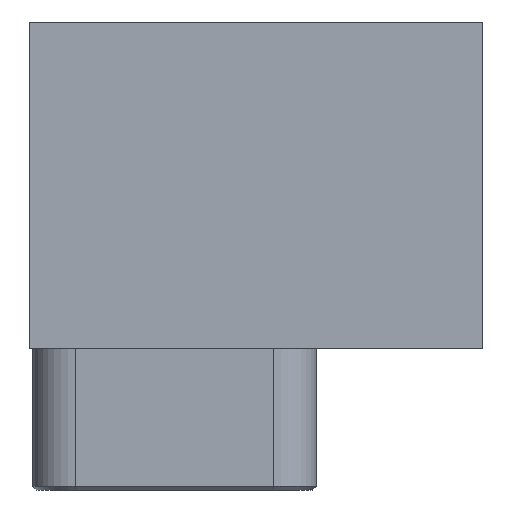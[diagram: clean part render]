
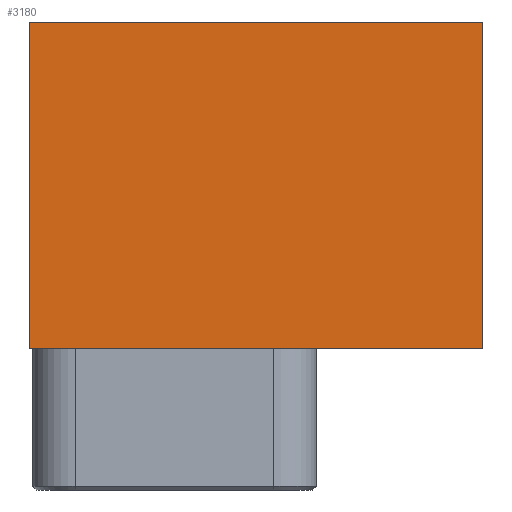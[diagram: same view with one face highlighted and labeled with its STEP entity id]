
A CAD part, left-side view. The second image highlights one B-rep face of the part: STEP entity #3180.
In plain terms, the highlighted planar face has unit normal (-1, 0, 0).
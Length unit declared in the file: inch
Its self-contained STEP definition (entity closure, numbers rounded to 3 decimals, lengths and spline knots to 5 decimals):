
#135=DIRECTION('',(0.,-1.,0.));
#136=VECTOR('',#135,4.);
#137=CARTESIAN_POINT('',(0.,0.,4.125));
#138=LINE('',#137,#136);
#231=DIRECTION('',(0.,-1.,0.));
#232=VECTOR('',#231,4.);
#233=CARTESIAN_POINT('',(0.,0.,1.25));
#234=LINE('',#233,#232);
#235=DIRECTION('',(0.,0.,1.));
#236=VECTOR('',#235,2.875);
#237=CARTESIAN_POINT('',(0.,0.,1.25));
#238=LINE('',#237,#236);
#435=DIRECTION('',(0.,0.,1.));
#436=VECTOR('',#435,2.875);
#437=CARTESIAN_POINT('',(0.,-4.,1.25));
#438=LINE('',#437,#436);
#2544=CARTESIAN_POINT('',(0.,0.,4.125));
#2545=CARTESIAN_POINT('',(0.,-4.,4.125));
#2546=VERTEX_POINT('',#2544);
#2547=VERTEX_POINT('',#2545);
#2920=CARTESIAN_POINT('',(0.,0.,1.25));
#2921=CARTESIAN_POINT('',(0.,-4.,1.25));
#2922=VERTEX_POINT('',#2920);
#2923=VERTEX_POINT('',#2921);
#3166=CARTESIAN_POINT('',(0.,0.,0.));
#3167=DIRECTION('',(-1.,0.,0.));
#3168=DIRECTION('',(0.,-1.,0.));
#3169=AXIS2_PLACEMENT_3D('',#3166,#3167,#3168);
#3170=PLANE('',#3169);
#3172=ORIENTED_EDGE('',*,*,#3171,.F.);
#3174=ORIENTED_EDGE('',*,*,#3173,.T.);
#3175=ORIENTED_EDGE('',*,*,#3108,.T.);
#3177=ORIENTED_EDGE('',*,*,#3176,.F.);
#3178=EDGE_LOOP('',(#3172,#3174,#3175,#3177));
#3179=FACE_OUTER_BOUND('',#3178,.F.);
#3180=ADVANCED_FACE('',(#3179),#3170,.T.);
#3108=EDGE_CURVE('',#2546,#2547,#138,.T.);
#3171=EDGE_CURVE('',#2922,#2923,#234,.T.);
#3173=EDGE_CURVE('',#2922,#2546,#238,.T.);
#3176=EDGE_CURVE('',#2923,#2547,#438,.T.);
